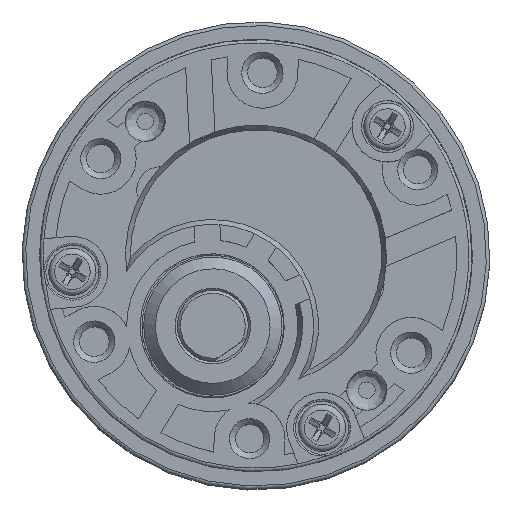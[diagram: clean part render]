
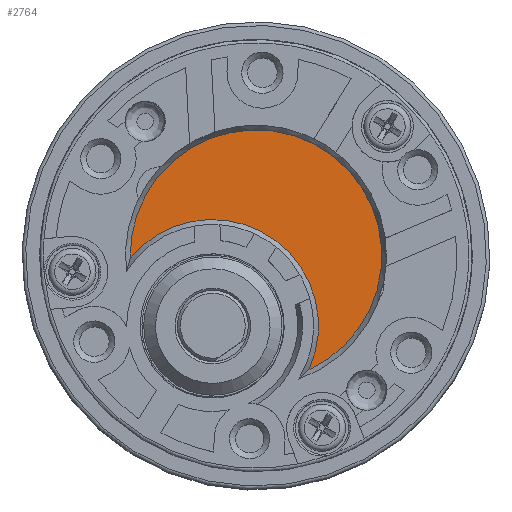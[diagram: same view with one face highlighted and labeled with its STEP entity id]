
A CAD part, top view. The second image highlights one B-rep face of the part: STEP entity #2764.
In plain terms, the highlighted planar face has unit normal (0, 0, 1).
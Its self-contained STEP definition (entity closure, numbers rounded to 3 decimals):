
#1618=FACE_OUTER_BOUND('',#5441,.T.);
#2764=ADVANCED_FACE('',(#1618),#3686,.T.);
#3686=PLANE('',#21690);
#5441=EDGE_LOOP('',(#9440,#9441));
#9440=ORIENTED_EDGE('',*,*,#15230,.F.);
#9441=ORIENTED_EDGE('',*,*,#15231,.T.);
#12836=VERTEX_POINT('',#33177);
#12837=VERTEX_POINT('',#33178);
#15230=EDGE_CURVE('',#12836,#12837,#16829,.T.);
#15231=EDGE_CURVE('',#12836,#12837,#16830,.T.);
#16829=CIRCLE('',#21688,9.);
#16830=CIRCLE('',#21689,10.65);
#21688=AXIS2_PLACEMENT_3D('',#33176,#26329,#26330);
#21689=AXIS2_PLACEMENT_3D('',#33179,#26331,#26332);
#21690=AXIS2_PLACEMENT_3D('',#33180,#26333,#26334);
#26329=DIRECTION('',(0.,0.,1.));
#26330=DIRECTION('',(-0.53,-0.848,0.));
#26331=DIRECTION('',(0.,0.,1.));
#26332=DIRECTION('',(-0.53,-0.848,0.));
#26333=DIRECTION('',(0.,0.,1.));
#26334=DIRECTION('',(-0.53,-0.848,0.));
#33176=CARTESIAN_POINT('',(-3.873,-5.973,57.2));
#33177=CARTESIAN_POINT('',(4.321,-9.696,57.2));
#33178=CARTESIAN_POINT('',(-10.812,-0.241,57.2));
#33179=CARTESIAN_POINT('',(-0.164,-0.036,57.2));
#33180=CARTESIAN_POINT('',(-2.018,-3.004,57.2));
